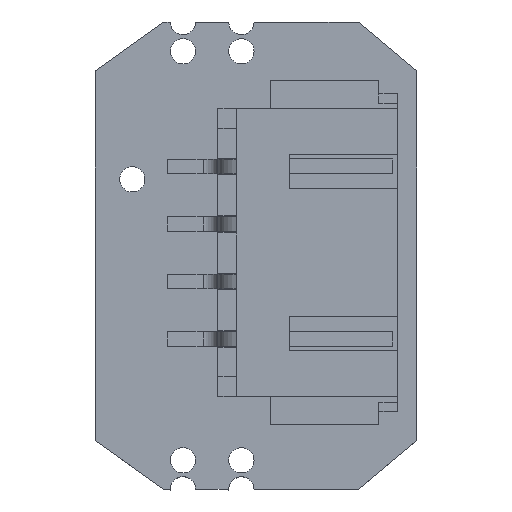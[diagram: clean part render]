
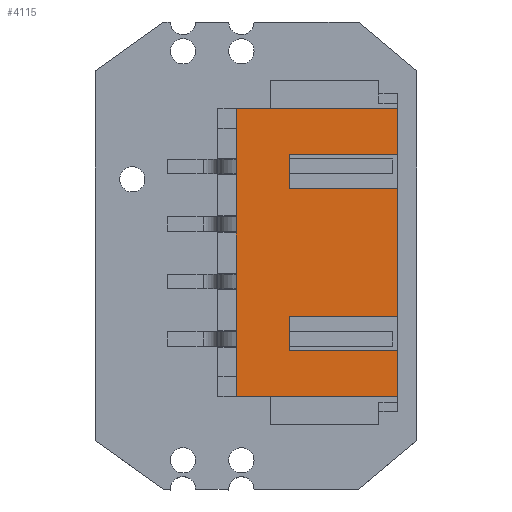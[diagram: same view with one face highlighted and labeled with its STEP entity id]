
A CAD part, top view. The second image highlights one B-rep face of the part: STEP entity #4115.
In plain terms, the highlighted face is planar.
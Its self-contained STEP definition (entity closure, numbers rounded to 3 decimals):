
#3568 = VERTEX_POINT('',#3569);
#3569 = CARTESIAN_POINT('',(4.25,6.,0.3));
#3575 = EDGE_CURVE('',#3568,#3576,#3578,.T.);
#3576 = VERTEX_POINT('',#3577);
#3577 = CARTESIAN_POINT('',(2.8,6.,0.3));
#3578 = LINE('',#3579,#3580);
#3579 = CARTESIAN_POINT('',(2.8,6.,0.3));
#3580 = VECTOR('',#3581,1.);
#3581 = DIRECTION('',(-1.,0.,0.));
#3600 = VERTEX_POINT('',#3601);
#3601 = CARTESIAN_POINT('',(-2.8,6.,0.3));
#3607 = EDGE_CURVE('',#3600,#3608,#3610,.T.);
#3608 = VERTEX_POINT('',#3609);
#3609 = CARTESIAN_POINT('',(-4.25,6.,0.3));
#3610 = LINE('',#3611,#3612);
#3611 = CARTESIAN_POINT('',(-2.8,6.,0.3));
#3612 = VECTOR('',#3613,1.);
#3613 = DIRECTION('',(-1.,0.,0.));
#3856 = EDGE_CURVE('',#3576,#3857,#3859,.T.);
#3857 = VERTEX_POINT('',#3858);
#3858 = CARTESIAN_POINT('',(2.8,6.,5.));
#3859 = LINE('',#3860,#3861);
#3860 = CARTESIAN_POINT('',(2.8,6.,5.));
#3861 = VECTOR('',#3862,1.);
#3862 = DIRECTION('',(0.,0.,1.));
#3887 = EDGE_CURVE('',#3888,#3568,#3890,.T.);
#3888 = VERTEX_POINT('',#3889);
#3889 = CARTESIAN_POINT('',(4.25,6.,5.));
#3890 = LINE('',#3891,#3892);
#3891 = CARTESIAN_POINT('',(4.25,6.,5.));
#3892 = VECTOR('',#3893,1.);
#3893 = DIRECTION('',(0.,0.,-1.));
#3959 = EDGE_CURVE('',#3960,#3600,#3962,.T.);
#3960 = VERTEX_POINT('',#3961);
#3961 = CARTESIAN_POINT('',(-2.8,6.,5.));
#3962 = LINE('',#3963,#3964);
#3963 = CARTESIAN_POINT('',(-2.8,6.,5.));
#3964 = VECTOR('',#3965,1.);
#3965 = DIRECTION('',(0.,0.,-1.));
#4031 = EDGE_CURVE('',#3608,#4032,#4034,.T.);
#4032 = VERTEX_POINT('',#4033);
#4033 = CARTESIAN_POINT('',(-4.25,6.,5.));
#4034 = LINE('',#4035,#4036);
#4035 = CARTESIAN_POINT('',(-4.25,6.,5.));
#4036 = VECTOR('',#4037,1.);
#4037 = DIRECTION('',(0.,0.,1.));
#4115 = ADVANCED_FACE('',(#4116),#4168,.F.);
#4116 = FACE_BOUND('',#4117,.T.);
#4117 = EDGE_LOOP('',(#4118,#4124,#4125,#4126,#4127,#4135,#4143,#4151,
    #4159,#4165,#4166,#4167));
#4118 = ORIENTED_EDGE('',*,*,#4119,.T.);
#4119 = EDGE_CURVE('',#3960,#3857,#4120,.T.);
#4120 = LINE('',#4121,#4122);
#4121 = CARTESIAN_POINT('',(-7.475,6.,5.));
#4122 = VECTOR('',#4123,1.);
#4123 = DIRECTION('',(1.,0.,0.));
#4124 = ORIENTED_EDGE('',*,*,#3856,.F.);
#4125 = ORIENTED_EDGE('',*,*,#3575,.F.);
#4126 = ORIENTED_EDGE('',*,*,#3887,.F.);
#4127 = ORIENTED_EDGE('',*,*,#4128,.T.);
#4128 = EDGE_CURVE('',#3888,#4129,#4131,.T.);
#4129 = VERTEX_POINT('',#4130);
#4130 = CARTESIAN_POINT('',(6.25,6.,5.));
#4131 = LINE('',#4132,#4133);
#4132 = CARTESIAN_POINT('',(-7.475,6.,5.));
#4133 = VECTOR('',#4134,1.);
#4134 = DIRECTION('',(1.,0.,0.));
#4135 = ORIENTED_EDGE('',*,*,#4136,.F.);
#4136 = EDGE_CURVE('',#4137,#4129,#4139,.T.);
#4137 = VERTEX_POINT('',#4138);
#4138 = CARTESIAN_POINT('',(6.25,6.,-2.));
#4139 = LINE('',#4140,#4141);
#4140 = CARTESIAN_POINT('',(6.25,6.,-2.8));
#4141 = VECTOR('',#4142,1.);
#4142 = DIRECTION('',(0.,0.,1.));
#4143 = ORIENTED_EDGE('',*,*,#4144,.F.);
#4144 = EDGE_CURVE('',#4145,#4137,#4147,.T.);
#4145 = VERTEX_POINT('',#4146);
#4146 = CARTESIAN_POINT('',(-6.25,6.,-2.));
#4147 = LINE('',#4148,#4149);
#4148 = CARTESIAN_POINT('',(-7.475,6.,-2.));
#4149 = VECTOR('',#4150,1.);
#4150 = DIRECTION('',(1.,0.,0.));
#4151 = ORIENTED_EDGE('',*,*,#4152,.T.);
#4152 = EDGE_CURVE('',#4145,#4153,#4155,.T.);
#4153 = VERTEX_POINT('',#4154);
#4154 = CARTESIAN_POINT('',(-6.25,6.,5.));
#4155 = LINE('',#4156,#4157);
#4156 = CARTESIAN_POINT('',(-6.25,6.,-2.8));
#4157 = VECTOR('',#4158,1.);
#4158 = DIRECTION('',(0.,0.,1.));
#4159 = ORIENTED_EDGE('',*,*,#4160,.T.);
#4160 = EDGE_CURVE('',#4153,#4032,#4161,.T.);
#4161 = LINE('',#4162,#4163);
#4162 = CARTESIAN_POINT('',(-7.475,6.,5.));
#4163 = VECTOR('',#4164,1.);
#4164 = DIRECTION('',(1.,0.,0.));
#4165 = ORIENTED_EDGE('',*,*,#4031,.F.);
#4166 = ORIENTED_EDGE('',*,*,#3607,.F.);
#4167 = ORIENTED_EDGE('',*,*,#3959,.F.);
#4168 = PLANE('',#4169);
#4169 = AXIS2_PLACEMENT_3D('',#4170,#4171,#4172);
#4170 = CARTESIAN_POINT('',(-7.475,6.,-2.));
#4171 = DIRECTION('',(0.,-1.,0.));
#4172 = DIRECTION('',(1.,0.,0.));
